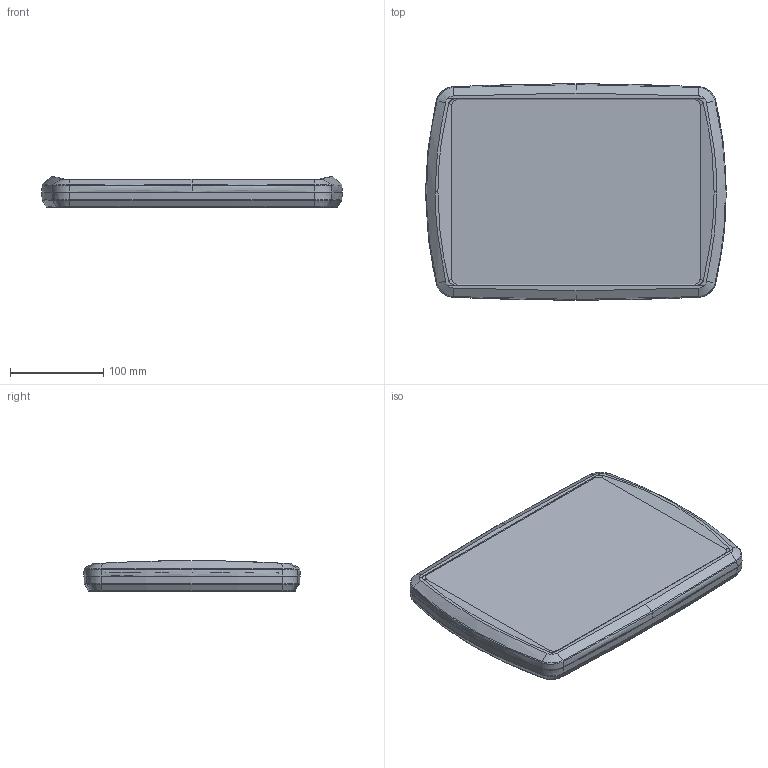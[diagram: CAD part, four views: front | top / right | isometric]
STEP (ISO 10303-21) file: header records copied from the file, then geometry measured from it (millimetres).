
FILE_DESCRIPTION (( 'STEP AP214' ), '1' );
FILE_NAME ('PL29104.STEP', '2012-08-09T01:32:57', ( 'NEF User' ), ( 'NEF User' ), 'SwSTEP 2.0', 'SolidWorks 2012', '' );
FILE_SCHEMA (( 'AUTOMOTIVE_DESIGN' ));
Length unit declared in the file: millimetre
Products named in the file (1): PL29104
Bounding box: 322 x 232 x 33 mm (x, y, z)
Volume: 495328.5 mm3; surface area: 353221.4 mm2
Topology: 2 solids, 2 shells, 788 faces, 2012 edges, 1282 vertices
Faces by surface type: cylinder 329, plane 186, cone 181, bspline 92
Entity records: 31174 total; most frequent: CARTESIAN_POINT 12398, ORIENTED_EDGE 4024, DIRECTION 3839, EDGE_CURVE 2012, AXIS2_PLACEMENT_3D 1495, VERTEX_POINT 1282, EDGE_LOOP 854, LINE 849
